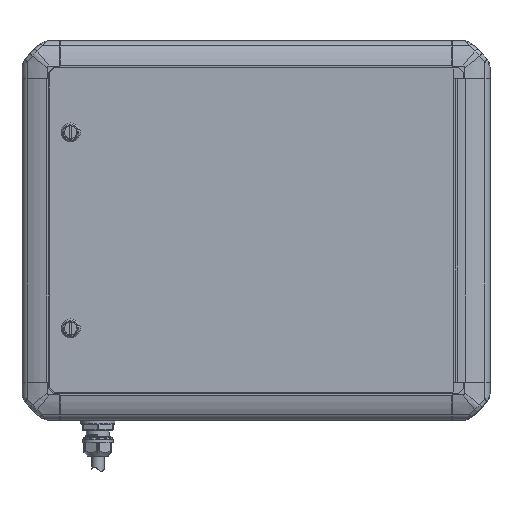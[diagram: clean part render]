
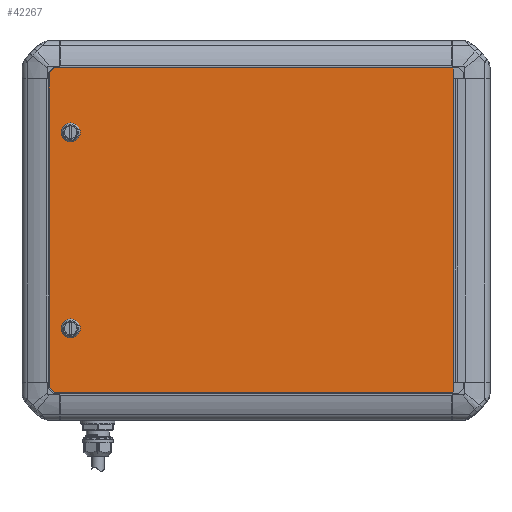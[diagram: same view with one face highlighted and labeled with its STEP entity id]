
A CAD part, top view. The second image highlights one B-rep face of the part: STEP entity #42267.
In plain terms, the highlighted planar face has unit normal (0, 0, 1).
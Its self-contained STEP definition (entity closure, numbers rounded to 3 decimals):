
#403 = DIRECTION ( 'NONE',  ( 0., 1., 0. ) ) ;
#431 = ORIENTED_EDGE ( 'NONE', *, *, #17408, .F. ) ;
#460 = CIRCLE ( 'NONE', #12931, 7.5 ) ;
#469 = ORIENTED_EDGE ( 'NONE', *, *, #45741, .F. ) ;
#504 = VERTEX_POINT ( 'NONE', #28609 ) ;
#561 = VECTOR ( 'NONE', #29209, 1000. ) ;
#1068 = CARTESIAN_POINT ( 'NONE',  ( -158., -126.5, 2. ) ) ;
#1532 = FACE_OUTER_BOUND ( 'NONE', #14461, .T. ) ;
#2530 = ORIENTED_EDGE ( 'NONE', *, *, #42040, .T. ) ;
#3345 = CARTESIAN_POINT ( 'NONE',  ( 159., -128.5, 2. ) ) ;
#3945 = ORIENTED_EDGE ( 'NONE', *, *, #23357, .T. ) ;
#3990 = EDGE_CURVE ( 'NONE', #33488, #504, #460, .T. ) ;
#4521 = VECTOR ( 'NONE', #24340, 1000. ) ;
#4717 = DIRECTION ( 'NONE',  ( 0.707, -0.707, 0. ) ) ;
#5153 = AXIS2_PLACEMENT_3D ( 'NONE', #27722, #42752, #16527 ) ;
#5878 = EDGE_CURVE ( 'NONE', #25455, #13242, #24995, .T. ) ;
#6347 = VERTEX_POINT ( 'NONE', #12266 ) ;
#6753 = VECTOR ( 'NONE', #6895, 1000. ) ;
#6895 = DIRECTION ( 'NONE',  ( 0., 1., 0. ) ) ;
#7382 = LINE ( 'NONE', #36355, #29821 ) ;
#8115 = DIRECTION ( 'NONE',  ( 0., 0., 1. ) ) ;
#8375 = ORIENTED_EDGE ( 'NONE', *, *, #43995, .T. ) ;
#9090 = PLANE ( 'NONE',  #24514 ) ;
#9667 = CIRCLE ( 'NONE', #39911, 7.5 ) ;
#9968 = CARTESIAN_POINT ( 'NONE',  ( -143., -77.5, 2. ) ) ;
#10024 = LINE ( 'NONE', #46903, #561 ) ;
#10061 = CARTESIAN_POINT ( 'NONE',  ( -160., -124.5, 2. ) ) ;
#10138 = EDGE_LOOP ( 'NONE', ( #431, #26335 ) ) ;
#11148 = CARTESIAN_POINT ( 'NONE',  ( 160., 127.5, 2. ) ) ;
#11467 = CARTESIAN_POINT ( 'NONE',  ( -143., -85., 2. ) ) ;
#12266 = CARTESIAN_POINT ( 'NONE',  ( -156., 128.5, 2. ) ) ;
#12931 = AXIS2_PLACEMENT_3D ( 'NONE', #30210, #37015, #26792 ) ;
#13242 = VERTEX_POINT ( 'NONE', #3345 ) ;
#13662 = LINE ( 'NONE', #27754, #36959 ) ;
#13810 = CIRCLE ( 'NONE', #40920, 7.5 ) ;
#13843 = VECTOR ( 'NONE', #46091, 1000. ) ;
#14461 = EDGE_LOOP ( 'NONE', ( #27689, #3945, #42162, #33804, #37990, #2530, #39538, #8375 ) ) ;
#15285 = CIRCLE ( 'NONE', #5153, 7.5 ) ;
#16527 = DIRECTION ( 'NONE',  ( 0., 1., 0. ) ) ;
#16625 = FACE_BOUND ( 'NONE', #31194, .T. ) ;
#17408 = EDGE_CURVE ( 'NONE', #504, #33488, #15285, .T. ) ;
#17428 = CARTESIAN_POINT ( 'NONE',  ( 128., 159.5, 2. ) ) ;
#18426 = ORIENTED_EDGE ( 'NONE', *, *, #40452, .F. ) ;
#18926 = DIRECTION ( 'NONE',  ( 0., 0., 1. ) ) ;
#19555 = FACE_BOUND ( 'NONE', #10138, .T. ) ;
#19802 = CARTESIAN_POINT ( 'NONE',  ( -160., -128.5, 2. ) ) ;
#22250 = VERTEX_POINT ( 'NONE', #32200 ) ;
#22971 = LINE ( 'NONE', #1068, #46304 ) ;
#23136 = VERTEX_POINT ( 'NONE', #40705 ) ;
#23357 = EDGE_CURVE ( 'NONE', #30767, #25455, #22971, .T. ) ;
#23621 = EDGE_CURVE ( 'NONE', #23136, #44647, #25616, .T. ) ;
#24340 = DIRECTION ( 'NONE',  ( -1., 0., 0. ) ) ;
#24514 = AXIS2_PLACEMENT_3D ( 'NONE', #19802, #8115, #41886 ) ;
#24793 = DIRECTION ( 'NONE',  ( 0., 0., 1. ) ) ;
#24995 = LINE ( 'NONE', #42710, #13843 ) ;
#25189 = DIRECTION ( 'NONE',  ( -0.707, 0.707, 0. ) ) ;
#25455 = VERTEX_POINT ( 'NONE', #42391 ) ;
#25616 = LINE ( 'NONE', #40191, #6753 ) ;
#26335 = ORIENTED_EDGE ( 'NONE', *, *, #3990, .F. ) ;
#26712 = CARTESIAN_POINT ( 'NONE',  ( -143., -77.5, 2. ) ) ;
#26792 = DIRECTION ( 'NONE',  ( 0., 1., 0. ) ) ;
#27131 = VERTEX_POINT ( 'NONE', #11467 ) ;
#27689 = ORIENTED_EDGE ( 'NONE', *, *, #39565, .T. ) ;
#27722 = CARTESIAN_POINT ( 'NONE',  ( -143., 77.5, 2. ) ) ;
#27754 = CARTESIAN_POINT ( 'NONE',  ( -0.5, -288., 2. ) ) ;
#28609 = CARTESIAN_POINT ( 'NONE',  ( -143., 85., 2. ) ) ;
#28829 = DIRECTION ( 'NONE',  ( 0., -1., 0. ) ) ;
#29209 = DIRECTION ( 'NONE',  ( -0.707, -0.707, 0. ) ) ;
#29821 = VECTOR ( 'NONE', #28829, 1000. ) ;
#30210 = CARTESIAN_POINT ( 'NONE',  ( -143., 77.5, 2. ) ) ;
#30767 = VERTEX_POINT ( 'NONE', #10061 ) ;
#31194 = EDGE_LOOP ( 'NONE', ( #18426, #469 ) ) ;
#32200 = CARTESIAN_POINT ( 'NONE',  ( -143., -70., 2. ) ) ;
#32349 = CARTESIAN_POINT ( 'NONE',  ( -160., 124.5, 2. ) ) ;
#32776 = VERTEX_POINT ( 'NONE', #32349 ) ;
#33488 = VERTEX_POINT ( 'NONE', #42155 ) ;
#33804 = ORIENTED_EDGE ( 'NONE', *, *, #35506, .T. ) ;
#35408 = LINE ( 'NONE', #17428, #36939 ) ;
#35506 = EDGE_CURVE ( 'NONE', #13242, #23136, #13662, .T. ) ;
#36355 = CARTESIAN_POINT ( 'NONE',  ( -160., 128.5, 2. ) ) ;
#36939 = VECTOR ( 'NONE', #25189, 1000. ) ;
#36959 = VECTOR ( 'NONE', #43264, 1000. ) ;
#37015 = DIRECTION ( 'NONE',  ( 0., 0., 1. ) ) ;
#37990 = ORIENTED_EDGE ( 'NONE', *, *, #23621, .T. ) ;
#39538 = ORIENTED_EDGE ( 'NONE', *, *, #47149, .T. ) ;
#39565 = EDGE_CURVE ( 'NONE', #32776, #30767, #7382, .T. ) ;
#39649 = LINE ( 'NONE', #43271, #4521 ) ;
#39911 = AXIS2_PLACEMENT_3D ( 'NONE', #26712, #18926, #44192 ) ;
#40191 = CARTESIAN_POINT ( 'NONE',  ( 160., 128.5, 2. ) ) ;
#40452 = EDGE_CURVE ( 'NONE', #22250, #27131, #9667, .T. ) ;
#40705 = CARTESIAN_POINT ( 'NONE',  ( 160., -127.5, 2. ) ) ;
#40920 = AXIS2_PLACEMENT_3D ( 'NONE', #9968, #24793, #403 ) ;
#41886 = DIRECTION ( 'NONE',  ( 1., 0., 0. ) ) ;
#42040 = EDGE_CURVE ( 'NONE', #44647, #46413, #35408, .T. ) ;
#42155 = CARTESIAN_POINT ( 'NONE',  ( -143., 70., 2. ) ) ;
#42162 = ORIENTED_EDGE ( 'NONE', *, *, #5878, .T. ) ;
#42267 = ADVANCED_FACE ( 'NONE', ( #16625, #1532, #19555 ), #9090, .T. ) ;
#42391 = CARTESIAN_POINT ( 'NONE',  ( -156., -128.5, 2. ) ) ;
#42710 = CARTESIAN_POINT ( 'NONE',  ( -160., -128.5, 2. ) ) ;
#42752 = DIRECTION ( 'NONE',  ( 0., 0., 1. ) ) ;
#43264 = DIRECTION ( 'NONE',  ( 0.707, 0.707, 0. ) ) ;
#43271 = CARTESIAN_POINT ( 'NONE',  ( -160., 128.5, 2. ) ) ;
#43360 = CARTESIAN_POINT ( 'NONE',  ( 159., 128.5, 2. ) ) ;
#43995 = EDGE_CURVE ( 'NONE', #6347, #32776, #10024, .T. ) ;
#44192 = DIRECTION ( 'NONE',  ( 0., 1., 0. ) ) ;
#44647 = VERTEX_POINT ( 'NONE', #11148 ) ;
#45741 = EDGE_CURVE ( 'NONE', #27131, #22250, #13810, .T. ) ;
#46091 = DIRECTION ( 'NONE',  ( 1., 0., 0. ) ) ;
#46304 = VECTOR ( 'NONE', #4717, 1000. ) ;
#46413 = VERTEX_POINT ( 'NONE', #43360 ) ;
#46903 = CARTESIAN_POINT ( 'NONE',  ( -286.5, -2., 2. ) ) ;
#47149 = EDGE_CURVE ( 'NONE', #46413, #6347, #39649, .T. ) ;
